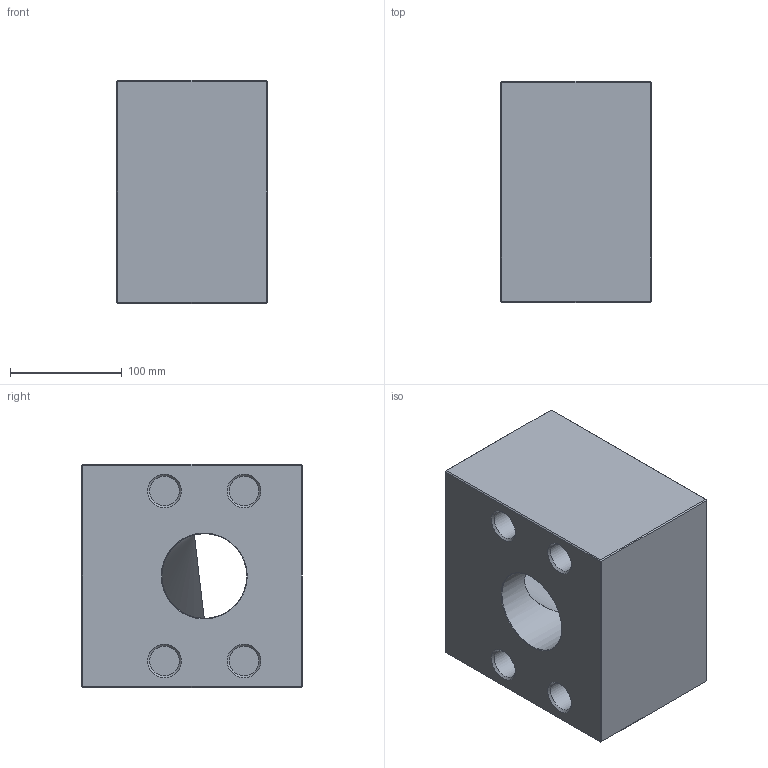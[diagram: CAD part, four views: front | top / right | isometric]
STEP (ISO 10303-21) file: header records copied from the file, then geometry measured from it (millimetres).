
FILE_DESCRIPTION(/* description */ (''),/* implementation_level */ '2;1');
FILE_NAME(/* name */ 'X-SFV76-6.stp',/* time_stamp */ '2025-02-26T10:35:55+01:00',/* author */ (''),/* organization */ (''),/* preprocessor_version */ 'ST-DEVELOPER v16.7',/* originating_system */ 'SIEMENS PLM Software NX 1863',/* authorisation */ '');
FILE_SCHEMA (('AUTOMOTIVE_DESIGN { 1 0 10303 214 3 1 1 1 }'));
Length unit declared in the file: millimetre
Products named in the file (1): nwer3E1C9ACEa2ei
Bounding box: 135 x 198 x 200 mm (x, y, z)
Volume: 4066881 mm3; surface area: 264459.4 mm2
Topology: 1 solids, 1 shells, 67 faces, 126 edges, 72 vertices
Faces by surface type: plane 38, cone 15, cylinder 14
Full cylindrical faces by diameter (mm): 26.5 x12, 76 x2
Entity records: 1490 total; most frequent: DIRECTION 272, CARTESIAN_POINT 228, ORIENTED_EDGE 184, EDGE_LOOP 112, AXIS2_PLACEMENT_3D 112, EDGE_CURVE 92, FACE_BOUND 77, VERTEX_POINT 68
